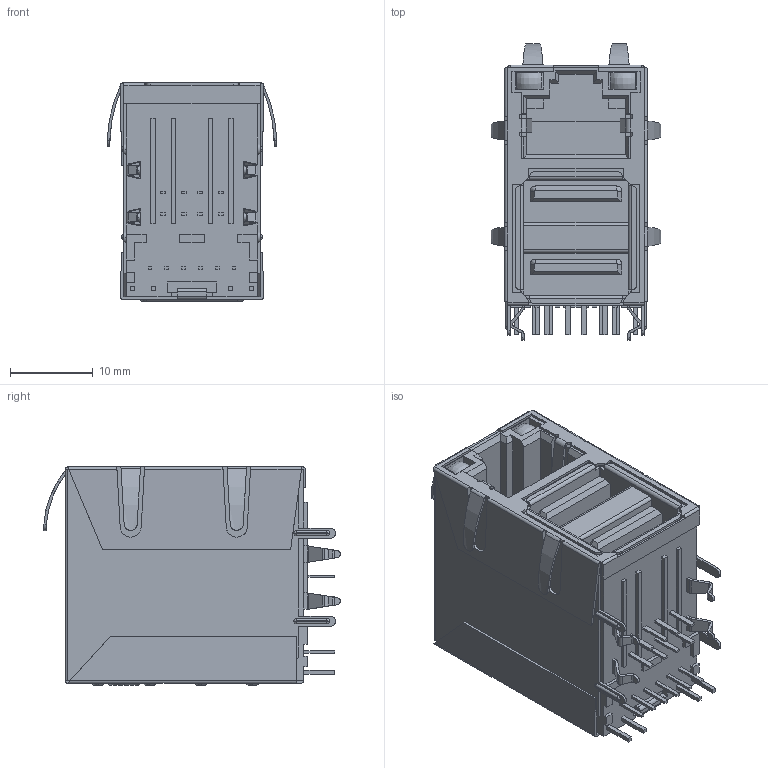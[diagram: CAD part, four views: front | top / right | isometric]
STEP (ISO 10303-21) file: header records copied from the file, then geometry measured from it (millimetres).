
FILE_DESCRIPTION (( 'STEP AP214' ), '1' );
FILE_NAME ('GSPX-B-S2-GG-9100-R1_rA4.STEP', '2014-04-22T23:48:27', ( 'Daniel' ), ( 'Microsoft' ), 'SwSTEP 2.0', 'SolidWorks 2012', '' );
FILE_SCHEMA (( 'AUTOMOTIVE_DESIGN' ));
Length unit declared in the file: millimetre
Products named in the file (1): GSPX-B-S2-GG-9100-R1_rA4
Bounding box: 20.5 x 35.8 x 26.32 mm (x, y, z)
Volume: 10657.3 mm3; surface area: 6686.6 mm2
Topology: 1 solids, 1 shells, 691 faces, 1861 edges, 1204 vertices
Faces by surface type: plane 495, cylinder 158, torus 30, bspline 4, cone 4
Entity records: 23758 total; most frequent: CARTESIAN_POINT 4709, ORIENTED_EDGE 3722, DIRECTION 3351, EDGE_CURVE 1861, VECTOR 1451, LINE 1451, VERTEX_POINT 1204, AXIS2_PLACEMENT_3D 950
